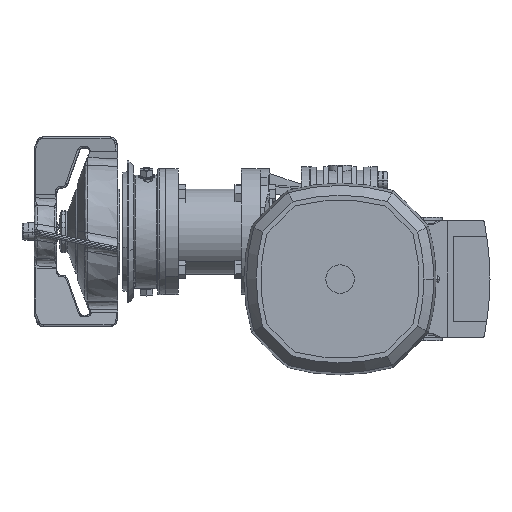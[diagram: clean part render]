
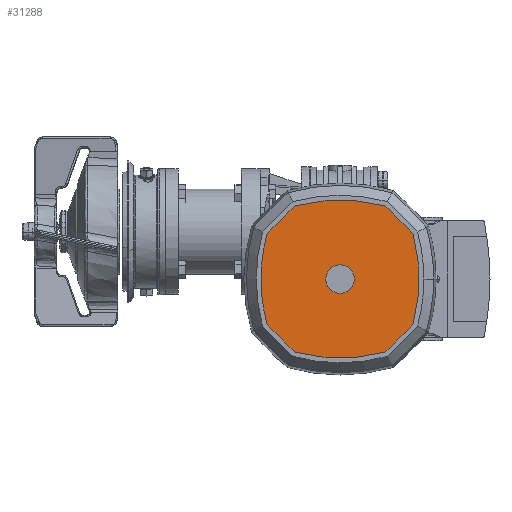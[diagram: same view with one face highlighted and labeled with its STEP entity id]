
A CAD part, left-side view. The second image highlights one B-rep face of the part: STEP entity #31288.
In plain terms, the highlighted planar face has unit normal (-1, 0, 0).
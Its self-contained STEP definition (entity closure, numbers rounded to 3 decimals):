
#10982 = CARTESIAN_POINT ( 'NONE',  ( -234., 1.577, -162.177 ) ) ;
#11147 = DIRECTION ( 'NONE',  ( 0., 1., 0. ) ) ;
#11150 = DIRECTION ( 'NONE',  ( -1., 0., 0. ) ) ;
#11151 = CARTESIAN_POINT ( 'NONE',  ( -234., -262.777, 102.177 ) ) ;
#11153 = AXIS2_PLACEMENT_3D ( 'NONE', #11151, #11150, #11147 ) ;
#11155 = CIRCLE ( 'NONE', #11153, 240.084 ) ;
#11187 = CARTESIAN_POINT ( 'NONE',  ( -234., -102.285, -76.38 ) ) ;
#11223 = CARTESIAN_POINT ( 'NONE',  ( -234., -84.22, -58.315 ) ) ;
#11225 = CARTESIAN_POINT ( 'NONE',  ( -234., -80.516, -30. ) ) ;
#11247 = DIRECTION ( 'NONE',  ( 0., 1., 0. ) ) ;
#11249 = DIRECTION ( 'NONE',  ( 1., 0., 0. ) ) ;
#11250 = CARTESIAN_POINT ( 'NONE',  ( -234., -130.6, -30. ) ) ;
#11251 = AXIS2_PLACEMENT_3D ( 'NONE', #11250, #11249, #11247 ) ;
#11252 = CIRCLE ( 'NONE', #11251, 9. ) ;
#11325 = DIRECTION ( 'NONE',  ( 0., 1., 0. ) ) ;
#11326 = DIRECTION ( 'NONE',  ( -1., 0., 0. ) ) ;
#11328 = CARTESIAN_POINT ( 'NONE',  ( -234., -190.6, -30. ) ) ;
#11330 = AXIS2_PLACEMENT_3D ( 'NONE', #11328, #11326, #11325 ) ;
#11332 = CIRCLE ( 'NONE', #11330, 110.084 ) ;
#11397 = CARTESIAN_POINT ( 'NONE',  ( -234., -121.6, -30. ) ) ;
#11403 = CARTESIAN_POINT ( 'NONE',  ( -234., -139.6, -30. ) ) ;
#11493 = AXIS2_PLACEMENT_3D ( 'NONE', #10982, #11914, #11922 ) ;
#11494 = CIRCLE ( 'NONE', #11493, 240.084 ) ;
#11914 = DIRECTION ( 'NONE',  ( -1., 0., 0. ) ) ;
#11920 = CARTESIAN_POINT ( 'NONE',  ( -234., -158.915, 16.38 ) ) ;
#11922 = DIRECTION ( 'NONE',  ( 0., 1., 0. ) ) ;
#11987 = DIRECTION ( 'NONE',  ( 0., 1., 0. ) ) ;
#11989 = DIRECTION ( 'NONE',  ( -1., 0., 0. ) ) ;
#11990 = CARTESIAN_POINT ( 'NONE',  ( -234., 1.577, 102.177 ) ) ;
#11991 = AXIS2_PLACEMENT_3D ( 'NONE', #11990, #11989, #11987 ) ;
#11992 = CIRCLE ( 'NONE', #11991, 240.084 ) ;
#12021 = CARTESIAN_POINT ( 'NONE',  ( -234., -176.98, -1.685 ) ) ;
#12024 = DIRECTION ( 'NONE',  ( 0., 1., 0. ) ) ;
#12026 = DIRECTION ( 'NONE',  ( -1., 0., 0. ) ) ;
#12027 = CARTESIAN_POINT ( 'NONE',  ( -234., -70.6, -30. ) ) ;
#12028 = AXIS2_PLACEMENT_3D ( 'NONE', #12027, #12026, #12024 ) ;
#12029 = CIRCLE ( 'NONE', #12028, 110.084 ) ;
#12051 = CARTESIAN_POINT ( 'NONE',  ( -234., -176.98, -58.315 ) ) ;
#12188 = CARTESIAN_POINT ( 'NONE',  ( -234., -84.22, -1.685 ) ) ;
#12190 = DIRECTION ( 'NONE',  ( 0., 1., 0. ) ) ;
#12192 = DIRECTION ( 'NONE',  ( -1., 0., 0. ) ) ;
#12194 = CARTESIAN_POINT ( 'NONE',  ( -234., -262.777, -162.177 ) ) ;
#12196 = AXIS2_PLACEMENT_3D ( 'NONE', #12194, #12192, #12190 ) ;
#12198 = CIRCLE ( 'NONE', #12196, 240.084 ) ;
#12232 = DIRECTION ( 'NONE',  ( 0., 1., 0. ) ) ;
#12234 = DIRECTION ( 'NONE',  ( -1., 0., 0. ) ) ;
#12235 = CARTESIAN_POINT ( 'NONE',  ( -234., -190.6, -30. ) ) ;
#12236 = AXIS2_PLACEMENT_3D ( 'NONE', #12235, #12234, #12232 ) ;
#12238 = CIRCLE ( 'NONE', #12236, 110.084 ) ;
#12255 = CARTESIAN_POINT ( 'NONE',  ( -234., -158.915, -76.38 ) ) ;
#12258 = DIRECTION ( 'NONE',  ( 0., 1., 0. ) ) ;
#12261 = DIRECTION ( 'NONE',  ( -1., 0., 0. ) ) ;
#12262 = CARTESIAN_POINT ( 'NONE',  ( -234., -130.6, 30. ) ) ;
#12263 = AXIS2_PLACEMENT_3D ( 'NONE', #12262, #12261, #12258 ) ;
#12266 = CARTESIAN_POINT ( 'NONE',  ( -234., -130.6, -90. ) ) ;
#12267 = AXIS2_PLACEMENT_3D ( 'NONE', #12266, #12373, #12372 ) ;
#12270 = CIRCLE ( 'NONE', #12267, 110.084 ) ;
#12287 = DIRECTION ( 'NONE',  ( 0., 1., 0. ) ) ;
#12289 = DIRECTION ( 'NONE',  ( 1., 0., 0. ) ) ;
#12290 = CARTESIAN_POINT ( 'NONE',  ( -234., -130.6, -30. ) ) ;
#12291 = AXIS2_PLACEMENT_3D ( 'NONE', #12290, #12289, #12287 ) ;
#12292 = CIRCLE ( 'NONE', #12291, 9. ) ;
#12315 = CIRCLE ( 'NONE', #12263, 110.084 ) ;
#12372 = DIRECTION ( 'NONE',  ( 0., 1., 0. ) ) ;
#12373 = DIRECTION ( 'NONE',  ( -1., 0., 0. ) ) ;
#12462 = FACE_BOUND ( 'NONE', #31093, .T. ) ;
#12463 = FACE_OUTER_BOUND ( 'NONE', #31289, .T. ) ;
#12513 = DIRECTION ( 'NONE',  ( 0., 1., 0. ) ) ;
#12515 = DIRECTION ( 'NONE',  ( -1., 0., 0. ) ) ;
#12516 = CARTESIAN_POINT ( 'NONE',  ( -234., -196.688, 66.088 ) ) ;
#12518 = AXIS2_PLACEMENT_3D ( 'NONE', #12516, #12515, #12513 ) ;
#12520 = PLANE ( 'NONE',  #12518 ) ;
#12537 = CARTESIAN_POINT ( 'NONE',  ( -234., -102.285, 16.38 ) ) ;
#29252 = EDGE_CURVE ( 'NONE', #29297, #29299, #11252, .T. ) ;
#29257 = VERTEX_POINT ( 'NONE', #11225 ) ;
#29259 = VERTEX_POINT ( 'NONE', #11223 ) ;
#29268 = EDGE_CURVE ( 'NONE', #29257, #29259, #11332, .T. ) ;
#29297 = VERTEX_POINT ( 'NONE', #11403 ) ;
#29299 = VERTEX_POINT ( 'NONE', #11397 ) ;
#30875 = VERTEX_POINT ( 'NONE', #11187 ) ;
#30900 = EDGE_CURVE ( 'NONE', #29259, #30875, #11155, .T. ) ;
#31057 = ORIENTED_EDGE ( 'NONE', *, *, #31058, .T. ) ;
#31058 = EDGE_CURVE ( 'NONE', #31180, #31059, #11494, .T. ) ;
#31059 = VERTEX_POINT ( 'NONE', #11920 ) ;
#31080 = EDGE_CURVE ( 'NONE', #29299, #29297, #12292, .T. ) ;
#31086 = EDGE_CURVE ( 'NONE', #31059, #31279, #12270, .T. ) ;
#31088 = ORIENTED_EDGE ( 'NONE', *, *, #31080, .T. ) ;
#31092 = ORIENTED_EDGE ( 'NONE', *, *, #31086, .T. ) ;
#31093 = EDGE_LOOP ( 'NONE', ( #31088, #31206 ) ) ;
#31107 = EDGE_CURVE ( 'NONE', #30875, #31109, #12315, .T. ) ;
#31109 = VERTEX_POINT ( 'NONE', #12255 ) ;
#31117 = EDGE_CURVE ( 'NONE', #31129, #29257, #12238, .T. ) ;
#31127 = EDGE_CURVE ( 'NONE', #31279, #31129, #12198, .T. ) ;
#31129 = VERTEX_POINT ( 'NONE', #12188 ) ;
#31130 = ORIENTED_EDGE ( 'NONE', *, *, #31117, .T. ) ;
#31154 = ORIENTED_EDGE ( 'NONE', *, *, #30900, .T. ) ;
#31157 = ORIENTED_EDGE ( 'NONE', *, *, #31107, .T. ) ;
#31162 = ORIENTED_EDGE ( 'NONE', *, *, #29268, .T. ) ;
#31175 = VERTEX_POINT ( 'NONE', #12051 ) ;
#31178 = ORIENTED_EDGE ( 'NONE', *, *, #31179, .T. ) ;
#31179 = EDGE_CURVE ( 'NONE', #31175, #31180, #12029, .T. ) ;
#31180 = VERTEX_POINT ( 'NONE', #12021 ) ;
#31185 = ORIENTED_EDGE ( 'NONE', *, *, #31187, .T. ) ;
#31187 = EDGE_CURVE ( 'NONE', #31109, #31175, #11992, .T. ) ;
#31206 = ORIENTED_EDGE ( 'NONE', *, *, #29252, .T. ) ;
#31279 = VERTEX_POINT ( 'NONE', #12537 ) ;
#31288 = ADVANCED_FACE ( 'NONE', ( #12463, #12462 ), #12520, .T. ) ;
#31289 = EDGE_LOOP ( 'NONE', ( #31290, #31130, #31162, #31154, #31157, #31185, #31178, #31057, #31092 ) ) ;
#31290 = ORIENTED_EDGE ( 'NONE', *, *, #31127, .T. ) ;
